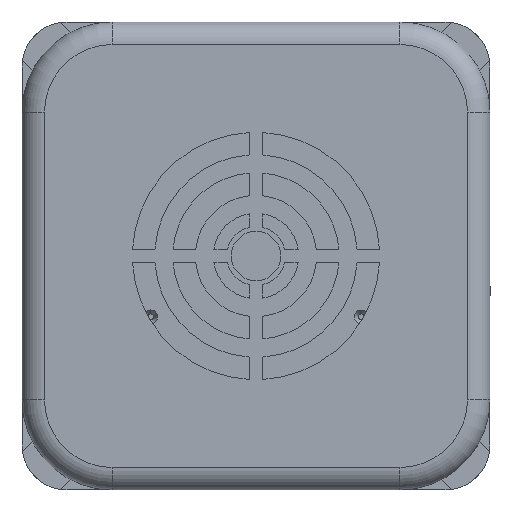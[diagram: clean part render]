
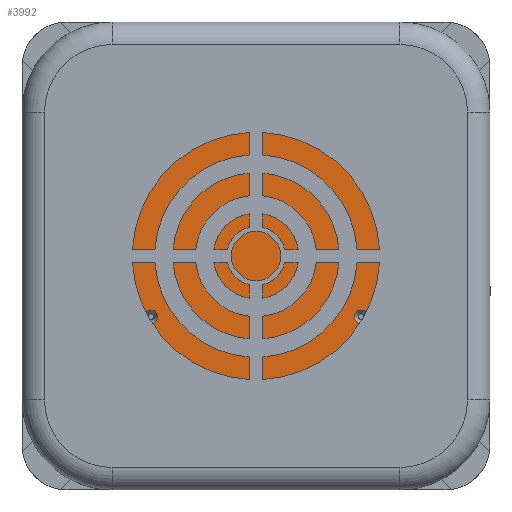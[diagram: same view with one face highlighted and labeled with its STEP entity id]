
A CAD part, front view. The second image highlights one B-rep face of the part: STEP entity #3992.
In plain terms, the highlighted planar face has unit normal (0, -1, 0).
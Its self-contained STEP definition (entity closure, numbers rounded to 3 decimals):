
#10 = VERTEX_POINT ( 'NONE', #13949 ) ;
#205 = CARTESIAN_POINT ( 'NONE',  ( -23.383, -137.8, -12. ) ) ;
#402 = ORIENTED_EDGE ( 'NONE', *, *, #11025, .T. ) ;
#410 = CIRCLE ( 'NONE', #13651, 1.5 ) ;
#487 = VERTEX_POINT ( 'NONE', #3537 ) ;
#720 = CIRCLE ( 'NONE', #7854, 1.5 ) ;
#1065 = AXIS2_PLACEMENT_3D ( 'NONE', #3908, #11801, #5043 ) ;
#1231 = EDGE_CURVE ( 'NONE', #13324, #487, #9809, .T. ) ;
#1245 = ORIENTED_EDGE ( 'NONE', *, *, #1782, .F. ) ;
#1337 = DIRECTION ( 'NONE',  ( 0., 0., -1. ) ) ;
#1387 = DIRECTION ( 'NONE',  ( 0., -1., 0. ) ) ;
#1404 = CIRCLE ( 'NONE', #12744, 1.5 ) ;
#1425 = EDGE_CURVE ( 'NONE', #10, #2466, #13544, .T. ) ;
#1567 = EDGE_CURVE ( 'NONE', #9395, #3104, #410, .T. ) ;
#1593 = EDGE_LOOP ( 'NONE', ( #12892, #5226 ) ) ;
#1608 = DIRECTION ( 'NONE',  ( 0., 0., -1. ) ) ;
#1641 = AXIS2_PLACEMENT_3D ( 'NONE', #8106, #1387, #9198 ) ;
#1666 = CIRCLE ( 'NONE', #3383, 31. ) ;
#1782 = EDGE_CURVE ( 'NONE', #13018, #11544, #6415, .T. ) ;
#1881 = EDGE_CURVE ( 'NONE', #5422, #4728, #13528, .T. ) ;
#1959 = DIRECTION ( 'NONE',  ( 0., -1., 0. ) ) ;
#2034 = VERTEX_POINT ( 'NONE', #12939 ) ;
#2052 = DIRECTION ( 'NONE',  ( 0., -1., 0. ) ) ;
#2226 = CARTESIAN_POINT ( 'NONE',  ( 0., -137.8, 31. ) ) ;
#2293 = FACE_BOUND ( 'NONE', #11269, .T. ) ;
#2466 = VERTEX_POINT ( 'NONE', #4763 ) ;
#2759 = CARTESIAN_POINT ( 'NONE',  ( 27., -137.8, 1.5 ) ) ;
#2786 = CIRCLE ( 'NONE', #9039, 31. ) ;
#2850 = DIRECTION ( 'NONE',  ( 0., -1., 0. ) ) ;
#3104 = VERTEX_POINT ( 'NONE', #4565 ) ;
#3108 = CARTESIAN_POINT ( 'NONE',  ( 27., -137.8, -1.5 ) ) ;
#3213 = CARTESIAN_POINT ( 'NONE',  ( 0., -137.8, 0. ) ) ;
#3383 = AXIS2_PLACEMENT_3D ( 'NONE', #3213, #11066, #4278 ) ;
#3537 = CARTESIAN_POINT ( 'NONE',  ( -23.383, -137.8, -15. ) ) ;
#3626 = EDGE_LOOP ( 'NONE', ( #402, #13926 ) ) ;
#3908 = CARTESIAN_POINT ( 'NONE',  ( 23.383, -137.8, -13.5 ) ) ;
#3992 = ADVANCED_FACE ( 'NONE', ( #2293, #11195, #5164, #13695, #10853, #7877 ), #11322, .T. ) ;
#4061 = CARTESIAN_POINT ( 'NONE',  ( 23.383, -137.8, -13.5 ) ) ;
#4172 = DIRECTION ( 'NONE',  ( 0., -1., 0. ) ) ;
#4176 = EDGE_LOOP ( 'NONE', ( #6412, #1245 ) ) ;
#4247 = EDGE_CURVE ( 'NONE', #3104, #9395, #4287, .T. ) ;
#4278 = DIRECTION ( 'NONE',  ( 0., 0., -1. ) ) ;
#4287 = CIRCLE ( 'NONE', #7930, 1.5 ) ;
#4304 = EDGE_CURVE ( 'NONE', #4728, #5422, #6943, .T. ) ;
#4307 = EDGE_CURVE ( 'NONE', #487, #13324, #720, .T. ) ;
#4420 = ORIENTED_EDGE ( 'NONE', *, *, #1231, .F. ) ;
#4565 = CARTESIAN_POINT ( 'NONE',  ( 0., -137.8, 25.5 ) ) ;
#4728 = VERTEX_POINT ( 'NONE', #3108 ) ;
#4733 = DIRECTION ( 'NONE',  ( 0., -1., 0. ) ) ;
#4763 = CARTESIAN_POINT ( 'NONE',  ( 23.383, -137.8, -15. ) ) ;
#4928 = CARTESIAN_POINT ( 'NONE',  ( 27., -137.8, 0. ) ) ;
#5011 = CARTESIAN_POINT ( 'NONE',  ( 0., -137.8, 0. ) ) ;
#5043 = DIRECTION ( 'NONE',  ( 0., 0., -1. ) ) ;
#5164 = FACE_BOUND ( 'NONE', #7576, .T. ) ;
#5200 = DIRECTION ( 'NONE',  ( 0., 0., -1. ) ) ;
#5226 = ORIENTED_EDGE ( 'NONE', *, *, #1881, .F. ) ;
#5422 = VERTEX_POINT ( 'NONE', #2759 ) ;
#5936 = EDGE_CURVE ( 'NONE', #12513, #2034, #1666, .T. ) ;
#6074 = DIRECTION ( 'NONE',  ( 0., 0., -1. ) ) ;
#6139 = DIRECTION ( 'NONE',  ( 0., 0., -1. ) ) ;
#6412 = ORIENTED_EDGE ( 'NONE', *, *, #11112, .F. ) ;
#6415 = CIRCLE ( 'NONE', #13223, 1.5 ) ;
#6424 = DIRECTION ( 'NONE',  ( 0., -1., 0. ) ) ;
#6943 = CIRCLE ( 'NONE', #7909, 1.5 ) ;
#7576 = EDGE_LOOP ( 'NONE', ( #8616, #8610 ) ) ;
#7702 = ORIENTED_EDGE ( 'NONE', *, *, #4307, .F. ) ;
#7854 = AXIS2_PLACEMENT_3D ( 'NONE', #8753, #2052, #9849 ) ;
#7877 = FACE_OUTER_BOUND ( 'NONE', #3626, .T. ) ;
#7909 = AXIS2_PLACEMENT_3D ( 'NONE', #13080, #6424, #14131 ) ;
#7930 = AXIS2_PLACEMENT_3D ( 'NONE', #8668, #1959, #9746 ) ;
#8030 = DIRECTION ( 'NONE',  ( 0., -1., 0. ) ) ;
#8106 = CARTESIAN_POINT ( 'NONE',  ( -23.383, -137.8, -13.5 ) ) ;
#8141 = CARTESIAN_POINT ( 'NONE',  ( 0., -137.8, 28.5 ) ) ;
#8610 = ORIENTED_EDGE ( 'NONE', *, *, #1567, .F. ) ;
#8616 = ORIENTED_EDGE ( 'NONE', *, *, #4247, .F. ) ;
#8668 = CARTESIAN_POINT ( 'NONE',  ( 0., -137.8, 27. ) ) ;
#8676 = AXIS2_PLACEMENT_3D ( 'NONE', #12385, #8030, #1337 ) ;
#8753 = CARTESIAN_POINT ( 'NONE',  ( -23.383, -137.8, -13.5 ) ) ;
#9039 = AXIS2_PLACEMENT_3D ( 'NONE', #5011, #12815, #6139 ) ;
#9198 = DIRECTION ( 'NONE',  ( 0., 0., -1. ) ) ;
#9395 = VERTEX_POINT ( 'NONE', #8141 ) ;
#9746 = DIRECTION ( 'NONE',  ( 0., 0., -1. ) ) ;
#9809 = CIRCLE ( 'NONE', #1641, 1.5 ) ;
#9849 = DIRECTION ( 'NONE',  ( 0., 0., -1. ) ) ;
#10853 = FACE_BOUND ( 'NONE', #1593, .T. ) ;
#10949 = CARTESIAN_POINT ( 'NONE',  ( -27., -137.8, 0. ) ) ;
#11025 = EDGE_CURVE ( 'NONE', #2034, #12513, #2786, .T. ) ;
#11066 = DIRECTION ( 'NONE',  ( 0., -1., 0. ) ) ;
#11069 = EDGE_CURVE ( 'NONE', #2466, #10, #13509, .T. ) ;
#11112 = EDGE_CURVE ( 'NONE', #11544, #13018, #1404, .T. ) ;
#11150 = ORIENTED_EDGE ( 'NONE', *, *, #11069, .F. ) ;
#11195 = FACE_BOUND ( 'NONE', #13784, .T. ) ;
#11269 = EDGE_LOOP ( 'NONE', ( #7702, #4420 ) ) ;
#11322 = PLANE ( 'NONE',  #8676 ) ;
#11521 = CARTESIAN_POINT ( 'NONE',  ( -27., -137.8, 0. ) ) ;
#11544 = VERTEX_POINT ( 'NONE', #14053 ) ;
#11801 = DIRECTION ( 'NONE',  ( 0., -1., 0. ) ) ;
#11869 = ORIENTED_EDGE ( 'NONE', *, *, #1425, .F. ) ;
#11944 = DIRECTION ( 'NONE',  ( 0., -1., 0. ) ) ;
#12036 = DIRECTION ( 'NONE',  ( 0., 0., -1. ) ) ;
#12385 = CARTESIAN_POINT ( 'NONE',  ( 0., -137.8, 0. ) ) ;
#12513 = VERTEX_POINT ( 'NONE', #2226 ) ;
#12567 = DIRECTION ( 'NONE',  ( 0., 0., -1. ) ) ;
#12744 = AXIS2_PLACEMENT_3D ( 'NONE', #10949, #4172, #12036 ) ;
#12751 = DIRECTION ( 'NONE',  ( 0., -1., 0. ) ) ;
#12815 = DIRECTION ( 'NONE',  ( 0., -1., 0. ) ) ;
#12892 = ORIENTED_EDGE ( 'NONE', *, *, #4304, .F. ) ;
#12938 = AXIS2_PLACEMENT_3D ( 'NONE', #4928, #12751, #6074 ) ;
#12939 = CARTESIAN_POINT ( 'NONE',  ( 0., -137.8, -31. ) ) ;
#13018 = VERTEX_POINT ( 'NONE', #14024 ) ;
#13080 = CARTESIAN_POINT ( 'NONE',  ( 27., -137.8, 0. ) ) ;
#13223 = AXIS2_PLACEMENT_3D ( 'NONE', #11521, #4733, #12567 ) ;
#13324 = VERTEX_POINT ( 'NONE', #205 ) ;
#13509 = CIRCLE ( 'NONE', #13523, 1.5 ) ;
#13523 = AXIS2_PLACEMENT_3D ( 'NONE', #4061, #11944, #5200 ) ;
#13528 = CIRCLE ( 'NONE', #12938, 1.5 ) ;
#13544 = CIRCLE ( 'NONE', #1065, 1.5 ) ;
#13651 = AXIS2_PLACEMENT_3D ( 'NONE', #14172, #2850, #1608 ) ;
#13695 = FACE_BOUND ( 'NONE', #4176, .T. ) ;
#13784 = EDGE_LOOP ( 'NONE', ( #11150, #11869 ) ) ;
#13926 = ORIENTED_EDGE ( 'NONE', *, *, #5936, .T. ) ;
#13949 = CARTESIAN_POINT ( 'NONE',  ( 23.383, -137.8, -12. ) ) ;
#14024 = CARTESIAN_POINT ( 'NONE',  ( -27., -137.8, 1.5 ) ) ;
#14053 = CARTESIAN_POINT ( 'NONE',  ( -27., -137.8, -1.5 ) ) ;
#14131 = DIRECTION ( 'NONE',  ( 0., 0., -1. ) ) ;
#14172 = CARTESIAN_POINT ( 'NONE',  ( 0., -137.8, 27. ) ) ;
